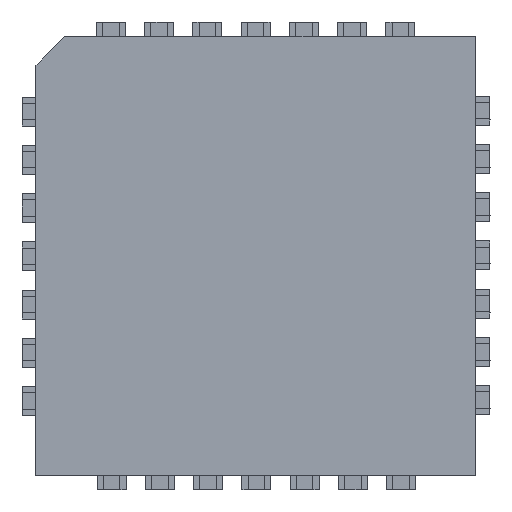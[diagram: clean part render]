
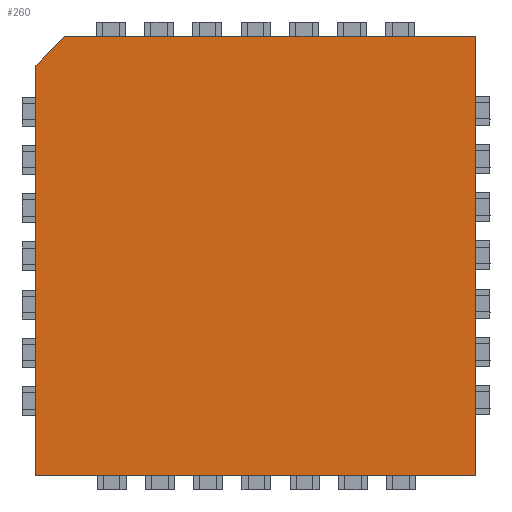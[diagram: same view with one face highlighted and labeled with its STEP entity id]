
A CAD part, top view. The second image highlights one B-rep face of the part: STEP entity #260.
In plain terms, the highlighted planar face has unit normal (0, 0, 1).
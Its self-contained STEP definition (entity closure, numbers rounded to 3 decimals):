
#9 = VERTEX_POINT ( 'NONE', #572 ) ;
#10 = ORIENTED_EDGE ( 'NONE', *, *, #11, .F. ) ;
#11 = EDGE_CURVE ( 'NONE', #12, #264, #571, .T. ) ;
#12 = VERTEX_POINT ( 'NONE', #567 ) ;
#13 = ORIENTED_EDGE ( 'NONE', *, *, #14, .F. ) ;
#14 = EDGE_CURVE ( 'NONE', #15, #12, #566, .T. ) ;
#15 = VERTEX_POINT ( 'NONE', #562 ) ;
#16 = ORIENTED_EDGE ( 'NONE', *, *, #17, .F. ) ;
#17 = EDGE_CURVE ( 'NONE', #18, #15, #561, .T. ) ;
#18 = VERTEX_POINT ( 'NONE', #557 ) ;
#19 = ORIENTED_EDGE ( 'NONE', *, *, #20, .F. ) ;
#20 = EDGE_CURVE ( 'NONE', #9, #18, #555, .T. ) ;
#260 = ADVANCED_FACE ( 'NONE', ( #997 ), #996, .T. ) ;
#261 = EDGE_LOOP ( 'NONE', ( #262, #10, #13, #16, #19 ) ) ;
#262 = ORIENTED_EDGE ( 'NONE', *, *, #263, .F. ) ;
#263 = EDGE_CURVE ( 'NONE', #264, #9, #991, .T. ) ;
#264 = VERTEX_POINT ( 'NONE', #987 ) ;
#552 = DIRECTION ( 'NONE',  ( 1., 0., 0. ) ) ;
#553 = VECTOR ( 'NONE', #552, 1000. ) ;
#554 = CARTESIAN_POINT ( 'NONE',  ( -5.016, 5.779, 3.683 ) ) ;
#555 = LINE ( 'NONE', #554, #553 ) ;
#557 = CARTESIAN_POINT ( 'NONE',  ( 5.779, 5.779, 3.683 ) ) ;
#558 = DIRECTION ( 'NONE',  ( 0., -1., 0. ) ) ;
#559 = VECTOR ( 'NONE', #558, 1000. ) ;
#560 = CARTESIAN_POINT ( 'NONE',  ( 5.779, 5.779, 3.683 ) ) ;
#561 = LINE ( 'NONE', #560, #559 ) ;
#562 = CARTESIAN_POINT ( 'NONE',  ( 5.779, -5.779, 3.683 ) ) ;
#563 = DIRECTION ( 'NONE',  ( -1., 0., 0. ) ) ;
#564 = VECTOR ( 'NONE', #563, 1000. ) ;
#565 = CARTESIAN_POINT ( 'NONE',  ( 5.779, -5.779, 3.683 ) ) ;
#566 = LINE ( 'NONE', #565, #564 ) ;
#567 = CARTESIAN_POINT ( 'NONE',  ( -5.779, -5.779, 3.683 ) ) ;
#568 = DIRECTION ( 'NONE',  ( 0., 1., 0. ) ) ;
#569 = VECTOR ( 'NONE', #568, 1000. ) ;
#570 = CARTESIAN_POINT ( 'NONE',  ( -5.779, -5.779, 3.683 ) ) ;
#571 = LINE ( 'NONE', #570, #569 ) ;
#572 = CARTESIAN_POINT ( 'NONE',  ( -5.016, 5.779, 3.683 ) ) ;
#987 = CARTESIAN_POINT ( 'NONE',  ( -5.779, 5.016, 3.683 ) ) ;
#988 = DIRECTION ( 'NONE',  ( 0.707, 0.707, 0. ) ) ;
#989 = VECTOR ( 'NONE', #988, 1000. ) ;
#990 = CARTESIAN_POINT ( 'NONE',  ( -5.779, 5.016, 3.683 ) ) ;
#991 = LINE ( 'NONE', #990, #989 ) ;
#992 = DIRECTION ( 'NONE',  ( 1., 0., 0. ) ) ;
#993 = DIRECTION ( 'NONE',  ( 0., 0., 1. ) ) ;
#994 = CARTESIAN_POINT ( 'NONE',  ( -5.779, -5.779, 3.683 ) ) ;
#995 = AXIS2_PLACEMENT_3D ( 'NONE', #994, #993, #992 ) ;
#996 = PLANE ( 'NONE',  #995 ) ;
#997 = FACE_OUTER_BOUND ( 'NONE', #261, .T. ) ;
